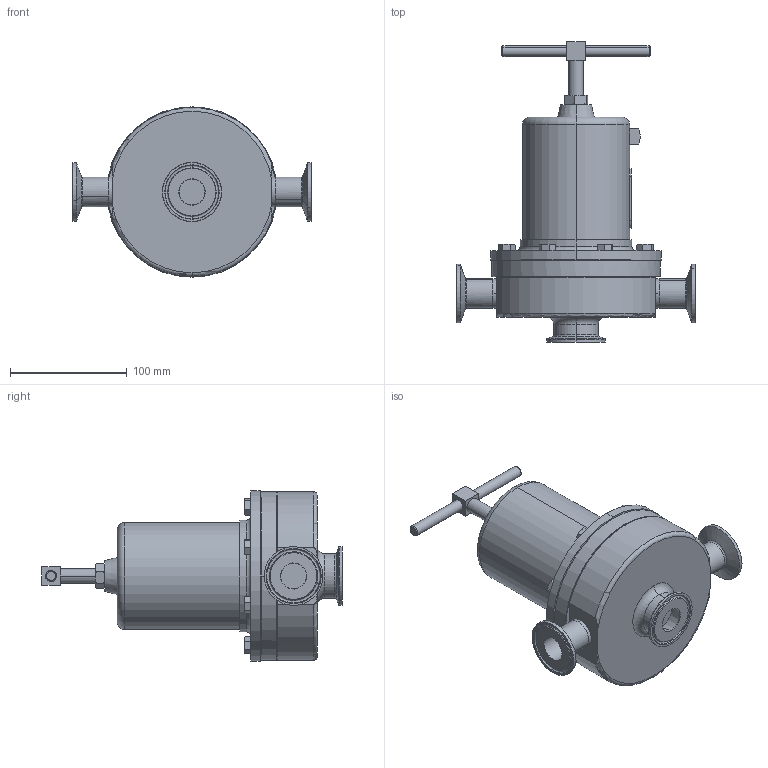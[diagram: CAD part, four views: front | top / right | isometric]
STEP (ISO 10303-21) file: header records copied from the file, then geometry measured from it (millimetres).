
FILE_DESCRIPTION (( 'STEP AP203' ), '1' );
FILE_NAME ('95FT-100-6L.STEP', '2023-03-21T16:37:07', ( '' ), ( '' ), 'SwSTEP 2.0', 'SolidWorks 2022', '' );
FILE_SCHEMA (( 'CONFIG_CONTROL_DESIGN' ));
Products named in the file (1): 95FT-100-6L
Bounding box: 204.22 x 257.56 x 146.05 mm (x, y, z)
Volume: 1767645.6 mm3; surface area: 145125.6 mm2
Topology: 1 solids, 1 shells, 347 faces, 817 edges, 505 vertices
Faces by surface type: plane 103, cone 93, cylinder 68, bspline 48, torus 35
Entity records: 48507 total; most frequent: CARTESIAN_POINT 41000, ORIENTED_EDGE 1634, DIRECTION 1422, EDGE_CURVE 817, AXIS2_PLACEMENT_3D 599, VERTEX_POINT 505, EDGE_LOOP 412, ADVANCED_FACE 347
